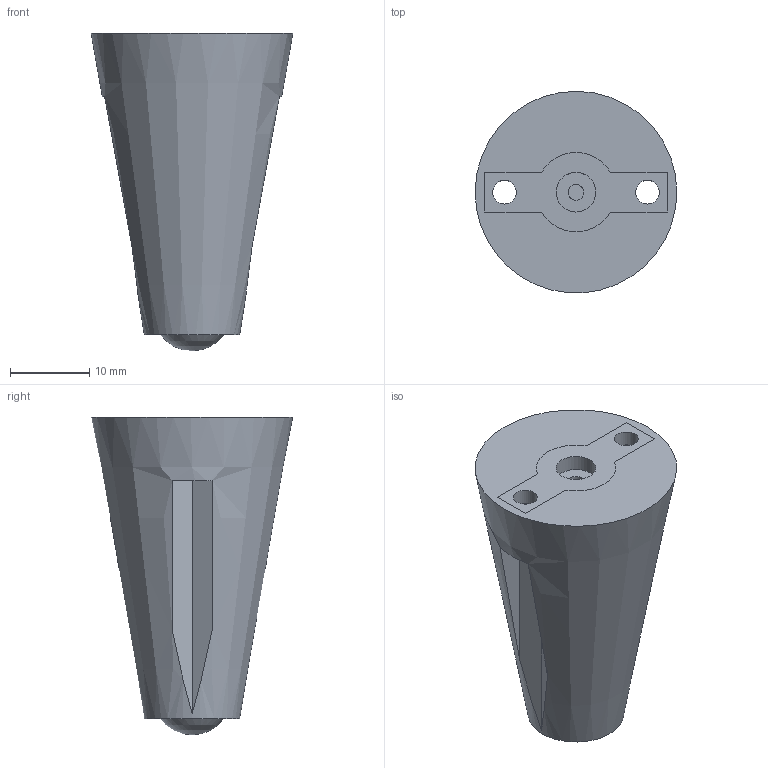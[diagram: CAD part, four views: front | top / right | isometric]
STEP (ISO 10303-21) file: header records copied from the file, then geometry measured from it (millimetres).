
FILE_DESCRIPTION(('STEP AP242'), '1');
FILE_NAME('栖闉罻_7', '', ('UNSPECIFIED'), ('UNSPECIFIED'), 'C3D Converter', 'C3D Toolkit', '');
FILE_SCHEMA(('AP242_MANAGED_MODEL_BASED_3D_ENGINEERING_MIM_LF { 1 0 10303 442 1 1 4 }'));
Length unit declared in the file: millimetre
Assembly tree (4 placements, depth 2):
  (unnamed)
    (unnamed)
    (unnamed)
    (unnamed)
    (unnamed)
Bounding box: 25.4 x 25.36 x 40 mm (x, y, z)
Volume: 8407.1 mm3; surface area: 5540.7 mm2
Topology: 4 solids, 4 shells, 57 faces, 142 edges, 96 vertices
Faces by surface type: plane 42, cylinder 11, sphere 2, cone 2
Full cylindrical faces by diameter (mm): 2 x2, 3 x4, 4 x1, 5 x1, 10 x3
Entity records: 2477 total; most frequent: CARTESIAN_POINT 431, DIRECTION 280, ORIENTED_EDGE 246, EDGE_CURVE 123, AXIS2_PLACEMENT_3D 104, VERTEX_POINT 93, EDGE_LOOP 88, LINE 72
